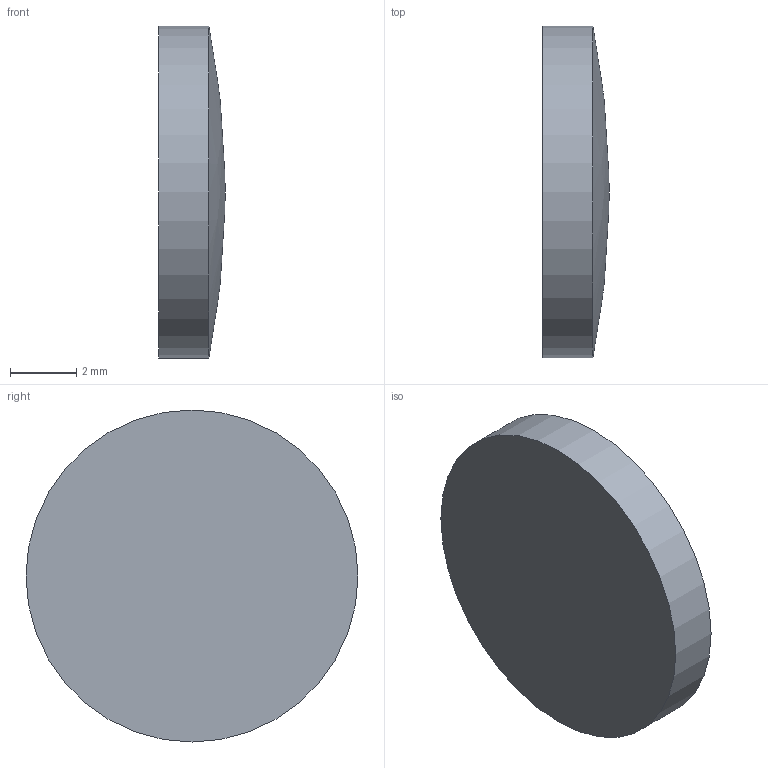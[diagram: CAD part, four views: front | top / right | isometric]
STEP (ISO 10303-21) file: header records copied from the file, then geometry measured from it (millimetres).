
FILE_DESCRIPTION (( 'STEP AP203' ), '1' );
FILE_NAME ('100106.STEP', '2023-11-28T06:12:15', ( 'Windows User' ), ( 'P R C' ), 'SwSTEP 2.0', 'SolidWorks 2020', '' );
FILE_SCHEMA (( 'CONFIG_CONTROL_DESIGN' ));
Length unit declared in the file: millimetre
Products named in the file (1): 100106
Bounding box: 2 x 10 x 10 mm (x, y, z)
Volume: 137.9 mm3; surface area: 205.3 mm2
Topology: 1 solids, 1 shells, 3 faces, 3 edges, 2 vertices
Faces by surface type: plane 1, cylinder 1, bspline 1
Full cylindrical faces by diameter (mm): 10 x1
Entity records: 142 total; most frequent: CARTESIAN_POINT 23, DIRECTION 10, PERSON_AND_ORGANIZATION 8, LOCAL_TIME 5, COORDINATED_UNIVERSAL_TIME_OFFSET 5, CALENDAR_DATE 5, AXIS2_PLACEMENT_3D 5, DATE_AND_TIME 5
